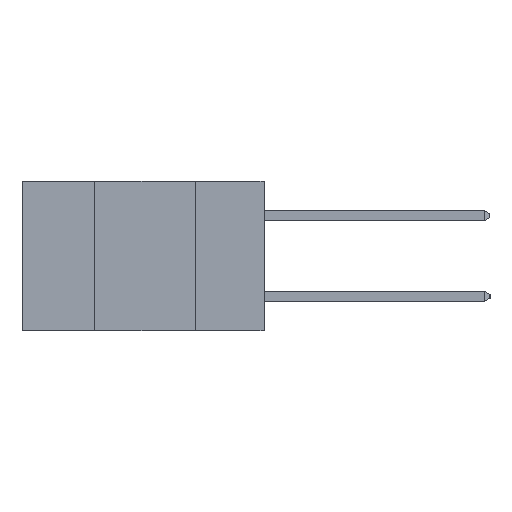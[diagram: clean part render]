
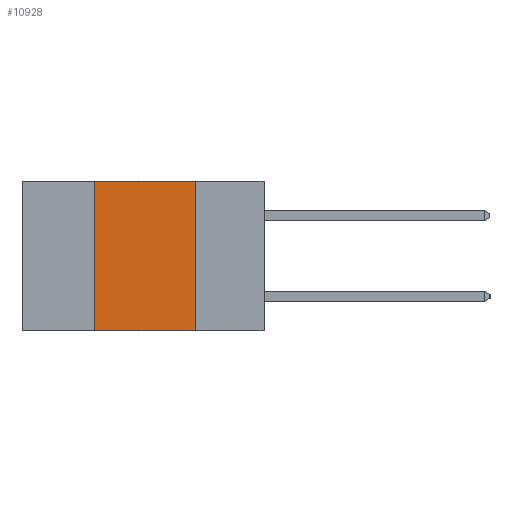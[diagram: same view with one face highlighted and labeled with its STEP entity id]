
A CAD part, left-side view. The second image highlights one B-rep face of the part: STEP entity #10928.
In plain terms, the highlighted planar face has unit normal (-1, 0, 0).
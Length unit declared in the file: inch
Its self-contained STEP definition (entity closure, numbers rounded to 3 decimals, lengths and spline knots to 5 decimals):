
#902 = DIRECTION ( 'NONE',  ( 1., 0., 0. ) ) ;
#1314 = VECTOR ( 'NONE', #7555, 39.37008 ) ;
#1488 = LINE ( 'NONE', #13584, #8888 ) ;
#2205 = VECTOR ( 'NONE', #6279, 39.37008 ) ;
#2581 = AXIS2_PLACEMENT_3D ( 'NONE', #16553, #902, #10109 ) ;
#3333 = EDGE_LOOP ( 'NONE', ( #9686, #16690, #6904, #15575 ) ) ;
#4153 = EDGE_CURVE ( 'NONE', #9362, #11646, #16888, .T. ) ;
#4849 = VECTOR ( 'NONE', #7994, 39.37008 ) ;
#5035 = CARTESIAN_POINT ( 'NONE',  ( 0., 0.17, 0. ) ) ;
#6279 = DIRECTION ( 'NONE',  ( 0., -1., 0. ) ) ;
#6335 = CARTESIAN_POINT ( 'NONE',  ( 0., 0.6, 0. ) ) ;
#6480 = FACE_OUTER_BOUND ( 'NONE', #3333, .T. ) ;
#6904 = ORIENTED_EDGE ( 'NONE', *, *, #13853, .F. ) ;
#7555 = DIRECTION ( 'NONE',  ( 0., -1., 0. ) ) ;
#7994 = DIRECTION ( 'NONE',  ( 0., 0., 1. ) ) ;
#8295 = LINE ( 'NONE', #14447, #4849 ) ;
#8743 = CARTESIAN_POINT ( 'NONE',  ( 0., 0.42, 0. ) ) ;
#8888 = VECTOR ( 'NONE', #14895, 39.37008 ) ;
#9362 = VERTEX_POINT ( 'NONE', #8743 ) ;
#9686 = ORIENTED_EDGE ( 'NONE', *, *, #14082, .F. ) ;
#10043 = CARTESIAN_POINT ( 'NONE',  ( 0., 0.6, -0.37 ) ) ;
#10109 = DIRECTION ( 'NONE',  ( 0., 0., -1. ) ) ;
#10229 = VERTEX_POINT ( 'NONE', #15546 ) ;
#10698 = CARTESIAN_POINT ( 'NONE',  ( 0., 0.42, -0.37 ) ) ;
#10928 = ADVANCED_FACE ( 'NONE', ( #6480 ), #15276, .F. ) ;
#11646 = VERTEX_POINT ( 'NONE', #5035 ) ;
#11758 = LINE ( 'NONE', #10043, #1314 ) ;
#12973 = EDGE_CURVE ( 'NONE', #16055, #10229, #11758, .T. ) ;
#13584 = CARTESIAN_POINT ( 'NONE',  ( 0., 0.17, -0.37 ) ) ;
#13853 = EDGE_CURVE ( 'NONE', #16055, #9362, #8295, .T. ) ;
#14082 = EDGE_CURVE ( 'NONE', #11646, #10229, #1488, .T. ) ;
#14447 = CARTESIAN_POINT ( 'NONE',  ( 0., 0.42, -0.37 ) ) ;
#14895 = DIRECTION ( 'NONE',  ( 0., 0., -1. ) ) ;
#15276 = PLANE ( 'NONE',  #2581 ) ;
#15546 = CARTESIAN_POINT ( 'NONE',  ( 0., 0.17, -0.37 ) ) ;
#15575 = ORIENTED_EDGE ( 'NONE', *, *, #12973, .T. ) ;
#16055 = VERTEX_POINT ( 'NONE', #10698 ) ;
#16553 = CARTESIAN_POINT ( 'NONE',  ( 0., 0.6, 0. ) ) ;
#16690 = ORIENTED_EDGE ( 'NONE', *, *, #4153, .F. ) ;
#16888 = LINE ( 'NONE', #6335, #2205 ) ;
